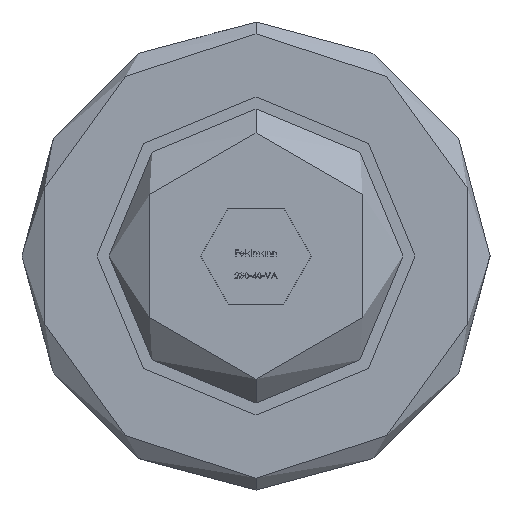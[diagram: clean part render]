
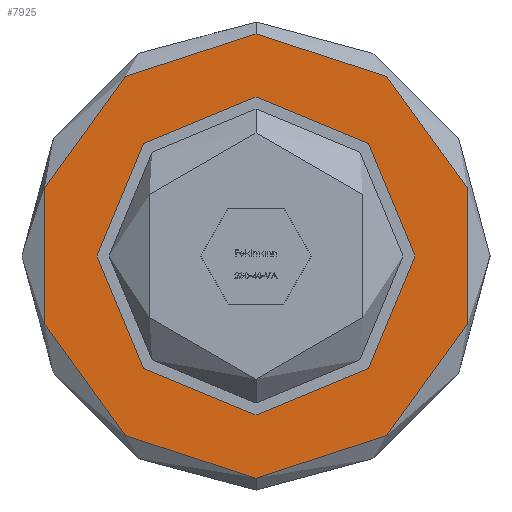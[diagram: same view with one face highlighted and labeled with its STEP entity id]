
A CAD part, front view. The second image highlights one B-rep face of the part: STEP entity #7925.
In plain terms, the highlighted planar face has unit normal (0, -1, 0).
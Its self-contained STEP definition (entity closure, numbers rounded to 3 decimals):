
#431 = AXIS2_PLACEMENT_3D ( 'NONE', #1570, #4056, #14585 ) ;
#687 = DIRECTION ( 'NONE',  ( 0., 0., -1. ) ) ;
#860 = ORIENTED_EDGE ( 'NONE', *, *, #1279, .T. ) ;
#922 = DIRECTION ( 'NONE',  ( 0., 0., -1. ) ) ;
#1279 = EDGE_CURVE ( 'NONE', #7119, #4457, #3508, .T. ) ;
#1472 = AXIS2_PLACEMENT_3D ( 'NONE', #13701, #10227, #687 ) ;
#1570 = CARTESIAN_POINT ( 'NONE',  ( 0., 0., 0. ) ) ;
#1872 = CIRCLE ( 'NONE', #1472, 13.25 ) ;
#1890 = EDGE_LOOP ( 'NONE', ( #10781, #860 ) ) ;
#2092 = AXIS2_PLACEMENT_3D ( 'NONE', #10748, #3534, #14402 ) ;
#2268 = DIRECTION ( 'NONE',  ( 0., -1., 0. ) ) ;
#2372 = AXIS2_PLACEMENT_3D ( 'NONE', #5770, #2268, #922 ) ;
#3112 = VERTEX_POINT ( 'NONE', #7739 ) ;
#3508 = CIRCLE ( 'NONE', #8521, 18.5 ) ;
#3534 = DIRECTION ( 'NONE',  ( 0., -1., 0. ) ) ;
#3707 = ORIENTED_EDGE ( 'NONE', *, *, #12460, .F. ) ;
#3918 = FACE_BOUND ( 'NONE', #13539, .T. ) ;
#4056 = DIRECTION ( 'NONE',  ( 0., -1., 0. ) ) ;
#4251 = VERTEX_POINT ( 'NONE', #6183 ) ;
#4457 = VERTEX_POINT ( 'NONE', #6540 ) ;
#5635 = FACE_OUTER_BOUND ( 'NONE', #1890, .T. ) ;
#5770 = CARTESIAN_POINT ( 'NONE',  ( 0., 0., 0. ) ) ;
#6120 = EDGE_CURVE ( 'NONE', #4457, #7119, #13862, .T. ) ;
#6183 = CARTESIAN_POINT ( 'NONE',  ( 0., 0., -13.25 ) ) ;
#6540 = CARTESIAN_POINT ( 'NONE',  ( 0., 0., 18.5 ) ) ;
#6819 = CARTESIAN_POINT ( 'NONE',  ( 0., 0., -18.5 ) ) ;
#6993 = PLANE ( 'NONE',  #2092 ) ;
#7119 = VERTEX_POINT ( 'NONE', #6819 ) ;
#7739 = CARTESIAN_POINT ( 'NONE',  ( 0., 0., 13.25 ) ) ;
#7925 = ADVANCED_FACE ( 'NONE', ( #5635, #3918 ), #6993, .T. ) ;
#8521 = AXIS2_PLACEMENT_3D ( 'NONE', #15156, #11937, #9787 ) ;
#9360 = EDGE_CURVE ( 'NONE', #3112, #4251, #1872, .T. ) ;
#9787 = DIRECTION ( 'NONE',  ( 0., 0., -1. ) ) ;
#10227 = DIRECTION ( 'NONE',  ( 0., -1., 0. ) ) ;
#10748 = CARTESIAN_POINT ( 'NONE',  ( 19.5, 0., 0. ) ) ;
#10781 = ORIENTED_EDGE ( 'NONE', *, *, #6120, .T. ) ;
#11937 = DIRECTION ( 'NONE',  ( 0., -1., 0. ) ) ;
#12460 = EDGE_CURVE ( 'NONE', #4251, #3112, #14135, .T. ) ;
#13539 = EDGE_LOOP ( 'NONE', ( #3707, #14489 ) ) ;
#13701 = CARTESIAN_POINT ( 'NONE',  ( 0., 0., 0. ) ) ;
#13862 = CIRCLE ( 'NONE', #2372, 18.5 ) ;
#14135 = CIRCLE ( 'NONE', #431, 13.25 ) ;
#14402 = DIRECTION ( 'NONE',  ( 0., 0., -1. ) ) ;
#14489 = ORIENTED_EDGE ( 'NONE', *, *, #9360, .F. ) ;
#14585 = DIRECTION ( 'NONE',  ( 0., 0., -1. ) ) ;
#15156 = CARTESIAN_POINT ( 'NONE',  ( 0., 0., 0. ) ) ;
